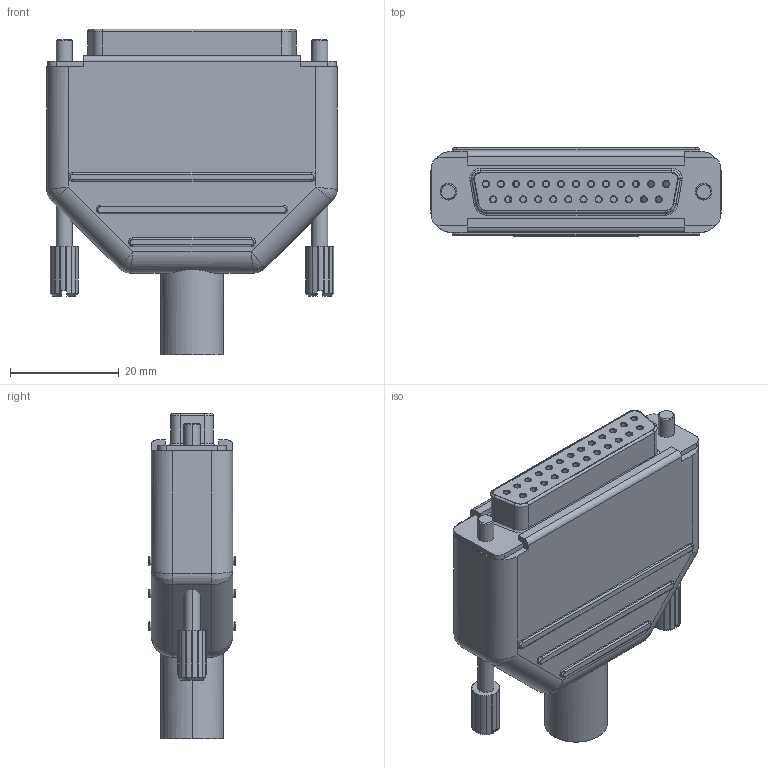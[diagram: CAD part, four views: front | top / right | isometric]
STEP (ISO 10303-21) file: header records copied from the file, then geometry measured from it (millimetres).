
FILE_DESCRIPTION (( 'STEP AP203' ), '1' );
FILE_NAME ('DB25 -female.STEP', '2024-09-03T16:36:56', ( '' ), ( '' ), 'SwSTEP 2.0', 'SolidWorks 2023', '' );
FILE_SCHEMA (( 'CONFIG_CONTROL_DESIGN' ));
Length unit declared in the file: inch
Products named in the file (1): DB25 -female
Bounding box: 53.5 x 16.2 x 59.9 mm (x, y, z)
Volume: 15286 mm3; surface area: 17022.9 mm2
Topology: 5 solids, 5 shells, 500 faces, 1277 edges, 784 vertices
Faces by surface type: cylinder 217, plane 165, bspline 60, cone 58
Entity records: 16787 total; most frequent: CARTESIAN_POINT 4752, ORIENTED_EDGE 2522, DIRECTION 2503, EDGE_CURVE 1261, AXIS2_PLACEMENT_3D 939, VERTEX_POINT 784, VECTOR 625, LINE 625
